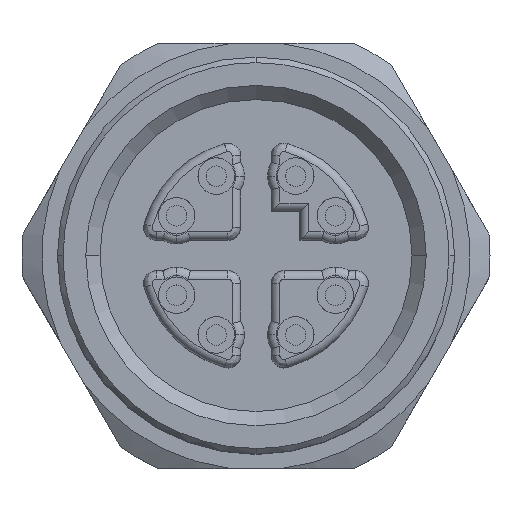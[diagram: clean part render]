
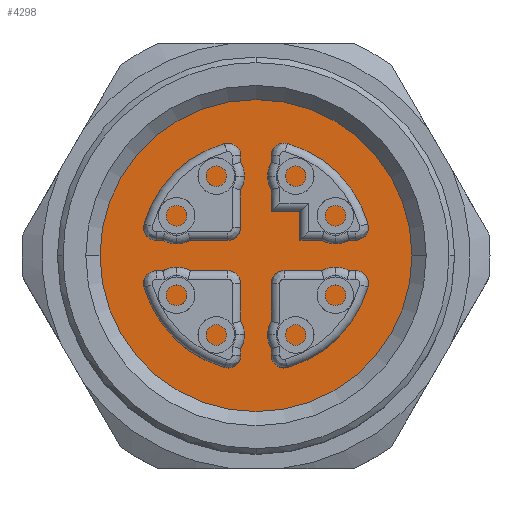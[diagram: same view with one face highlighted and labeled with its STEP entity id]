
A CAD part, top view. The second image highlights one B-rep face of the part: STEP entity #4298.
In plain terms, the highlighted planar face has unit normal (0, 0, 1).
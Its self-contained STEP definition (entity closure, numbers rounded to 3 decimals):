
#254=AXIS2_PLACEMENT_3D('Circle Axis2P3D',#252,#253,$) ;
#271=AXIS2_PLACEMENT_3D('Circle Axis2P3D',#269,#270,$) ;
#4292=AXIS2_PLACEMENT_3D('Plane Axis2P3D',#4289,#4290,#4291) ;
#242=CARTESIAN_POINT('Vertex',(2.75,7.,18.5)) ;
#249=CARTESIAN_POINT('Vertex',(13.75,7.,18.5)) ;
#252=CARTESIAN_POINT('Axis2P3D Location',(8.25,7.,18.5)) ;
#269=CARTESIAN_POINT('Axis2P3D Location',(8.25,7.,18.5)) ;
#4289=CARTESIAN_POINT('Axis2P3D Location',(8.25,7.,18.5)) ;
#253=DIRECTION('Axis2P3D Direction',(0.,0.,1.)) ;
#270=DIRECTION('Axis2P3D Direction',(0.,0.,1.)) ;
#4290=DIRECTION('Axis2P3D Direction',(0.,-0.,1.)) ;
#4291=DIRECTION('Axis2P3D XDirection',(0.,1.,0.)) ;
#4295=ORIENTED_EDGE('',*,*,#273,.F.) ;
#4296=ORIENTED_EDGE('',*,*,#256,.F.) ;
#4298=ADVANCED_FACE('MANIFOLD_SOLID_BREP #9598',(#4297),#4293,.T.) ;
#255=CIRCLE('generated circle',#254,5.5) ;
#272=CIRCLE('generated circle',#271,5.5) ;
#256=EDGE_CURVE('',#250,#243,#255,.F.) ;
#273=EDGE_CURVE('',#243,#250,#272,.F.) ;
#4294=EDGE_LOOP('',(#4295,#4296)) ;
#4297=FACE_OUTER_BOUND('',#4294,.T.) ;
#4293=PLANE('',#4292) ;
#243=VERTEX_POINT('',#242) ;
#250=VERTEX_POINT('',#249) ;
